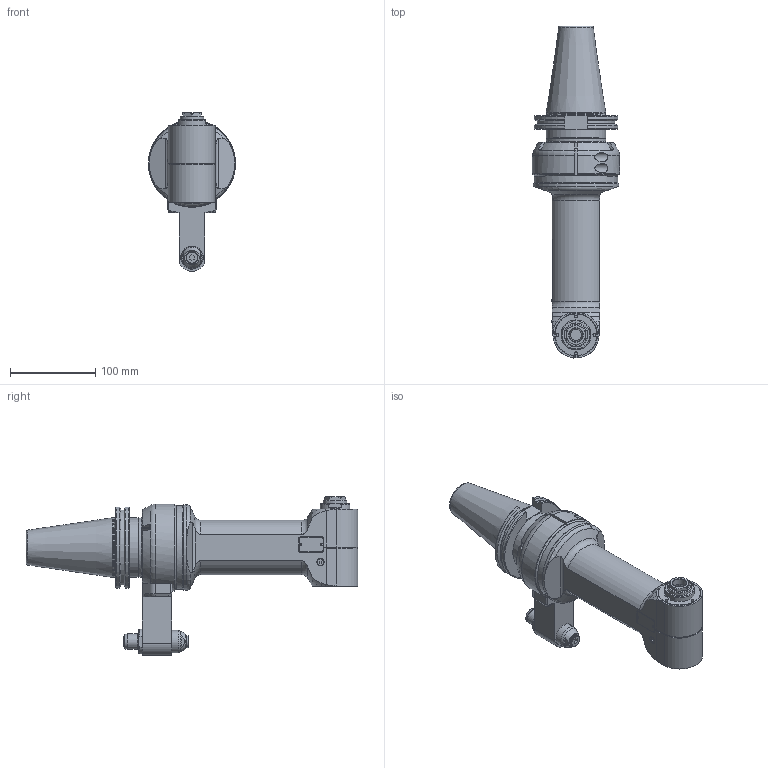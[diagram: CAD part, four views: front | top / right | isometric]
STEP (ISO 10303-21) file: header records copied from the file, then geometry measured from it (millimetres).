
FILE_DESCRIPTION(/* description */ (''),/* implementation_level */ '2;1');
FILE_NAME(/* name */ '9.F90.13L00-9C50.stp',/* time_stamp */ '2024-04-04T10:36:03-04:00',/* author */ ('jkrenzer'),/* organization */ (''),/* preprocessor_version */ 'ST-DEVELOPER v18.1',/* originating_system */ 'Autodesk Inventor 2022',/* authorisation */ '');
FILE_SCHEMA (('AUTOMOTIVE_DESIGN { 1 0 10303 214 3 1 1 }'));
Length unit declared in the file: millimetre
Products named in the file (3): 9.F90.13L00-9C50; 9_GA11C_451  (Type 1, Cat50, 110mm); 9_F90_13L00
Assembly tree (2 placements, depth 2):
  9.F90.13L00-9C50
    9_GA11C_451  (Type 1, Cat50, 110mm)
    9_F90_13L00
Bounding box: 102 x 388.5 x 185.5 mm (x, y, z)
Volume: 1576774.2 mm3; surface area: 191494.5 mm2
Topology: 5 solids, 6 shells, 556 faces, 1394 edges, 897 vertices
Faces by surface type: plane 227, cylinder 160, cone 123, torus 40, sphere 4, bspline 2
Full cylindrical faces by diameter (mm): 2.5 x2, 2.6 x2, 3 x2, 3.2 x8, 3.3 x2, 4.2 x2, 5 x7, 6.5 x3, 7 x2, 8 x2, 8.5 x1, 8.821 x1, 9 x1, 9.2 x1, 9.525 x1, 10 x2, 10.4 x2, 11 x2, 12 x3, 12.5 x2, 12.8 x1, 13 x1, 13.5 x1, 14 x1, 16 x1, 18 x2, 20.5 x1, 21.8 x1, 21.963 x1, 22.6 x1
Entity records: 17652 total; most frequent: CARTESIAN_POINT 4235, DIRECTION 2870, ORIENTED_EDGE 2758, EDGE_CURVE 1379, AXIS2_PLACEMENT_3D 1136, VERTEX_POINT 897, EDGE_LOOP 640, LINE 598
